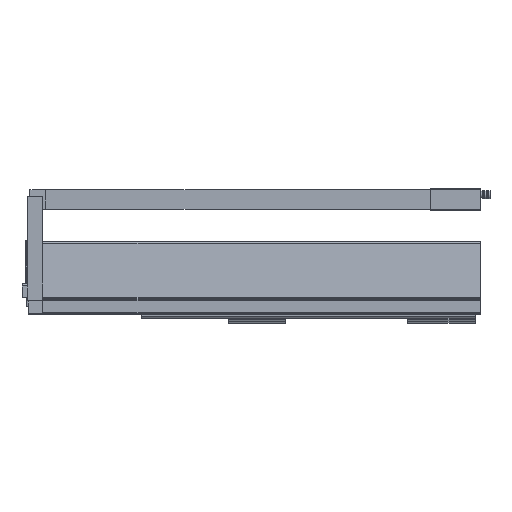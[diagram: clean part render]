
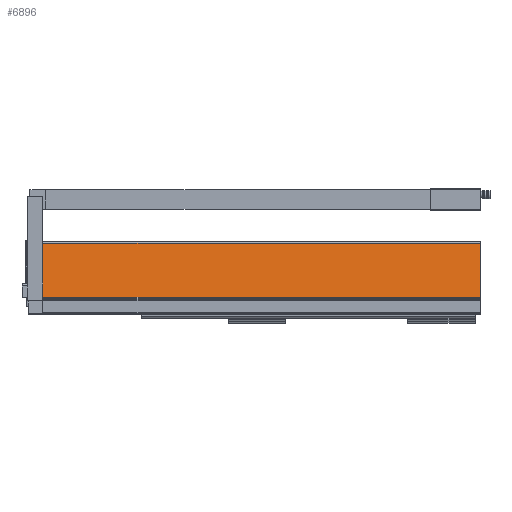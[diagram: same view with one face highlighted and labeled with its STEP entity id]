
A CAD part, top view. The second image highlights one B-rep face of the part: STEP entity #6896.
In plain terms, the highlighted planar face has unit normal (0, 0.139, 0.99).
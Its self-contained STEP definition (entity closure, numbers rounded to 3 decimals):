
#174 = CARTESIAN_POINT ( 'NONE',  ( 0., 10.222, 34.135 ) ) ;
#471 = PLANE ( 'NONE',  #5472 ) ;
#686 = DIRECTION ( 'NONE',  ( 1., 0., 0. ) ) ;
#822 = VECTOR ( 'NONE', #686, 1000. ) ;
#1689 = DIRECTION ( 'NONE',  ( 0., -0.99, 0.139 ) ) ;
#2069 = DIRECTION ( 'NONE',  ( 0., 0.99, -0.139 ) ) ;
#2785 = VECTOR ( 'NONE', #2069, 1000. ) ;
#3024 = ORIENTED_EDGE ( 'NONE', *, *, #10700, .F. ) ;
#3080 = CARTESIAN_POINT ( 'NONE',  ( -523.5, 10.222, 34.135 ) ) ;
#3462 = VERTEX_POINT ( 'NONE', #6186 ) ;
#3751 = LINE ( 'NONE', #9463, #12555 ) ;
#4243 = VECTOR ( 'NONE', #7792, 1000. ) ;
#5472 = AXIS2_PLACEMENT_3D ( 'NONE', #10320, #12309, #10180 ) ;
#5519 = ORIENTED_EDGE ( 'NONE', *, *, #6681, .T. ) ;
#5620 = CARTESIAN_POINT ( 'NONE',  ( -523.5, 75.024, 25.028 ) ) ;
#5894 = LINE ( 'NONE', #11982, #2785 ) ;
#6181 = VERTEX_POINT ( 'NONE', #3080 ) ;
#6186 = CARTESIAN_POINT ( 'NONE',  ( 0., 75.024, 25.028 ) ) ;
#6232 = FACE_OUTER_BOUND ( 'NONE', #6860, .T. ) ;
#6376 = ORIENTED_EDGE ( 'NONE', *, *, #9525, .F. ) ;
#6681 = EDGE_CURVE ( 'NONE', #6181, #7607, #6823, .T. ) ;
#6823 = LINE ( 'NONE', #9563, #822 ) ;
#6860 = EDGE_LOOP ( 'NONE', ( #10223, #5519, #3024, #6376 ) ) ;
#6896 = ADVANCED_FACE ( 'NONE', ( #6232 ), #471, .T. ) ;
#7162 = EDGE_CURVE ( 'NONE', #6181, #9068, #5894, .T. ) ;
#7607 = VERTEX_POINT ( 'NONE', #174 ) ;
#7792 = DIRECTION ( 'NONE',  ( 1., 0., 0. ) ) ;
#9068 = VERTEX_POINT ( 'NONE', #5620 ) ;
#9463 = CARTESIAN_POINT ( 'NONE',  ( 0., 75.024, 25.028 ) ) ;
#9525 = EDGE_CURVE ( 'NONE', #9068, #3462, #12648, .T. ) ;
#9563 = CARTESIAN_POINT ( 'NONE',  ( 0., 10.222, 34.135 ) ) ;
#9795 = CARTESIAN_POINT ( 'NONE',  ( -543., 75.024, 25.028 ) ) ;
#10180 = DIRECTION ( 'NONE',  ( 0., -0.99, 0.139 ) ) ;
#10223 = ORIENTED_EDGE ( 'NONE', *, *, #7162, .F. ) ;
#10320 = CARTESIAN_POINT ( 'NONE',  ( -543., 75.024, 25.028 ) ) ;
#10700 = EDGE_CURVE ( 'NONE', #3462, #7607, #3751, .T. ) ;
#11982 = CARTESIAN_POINT ( 'NONE',  ( -523.5, 75.024, 25.028 ) ) ;
#12309 = DIRECTION ( 'NONE',  ( 0., 0.139, 0.99 ) ) ;
#12555 = VECTOR ( 'NONE', #1689, 1000. ) ;
#12648 = LINE ( 'NONE', #9795, #4243 ) ;
